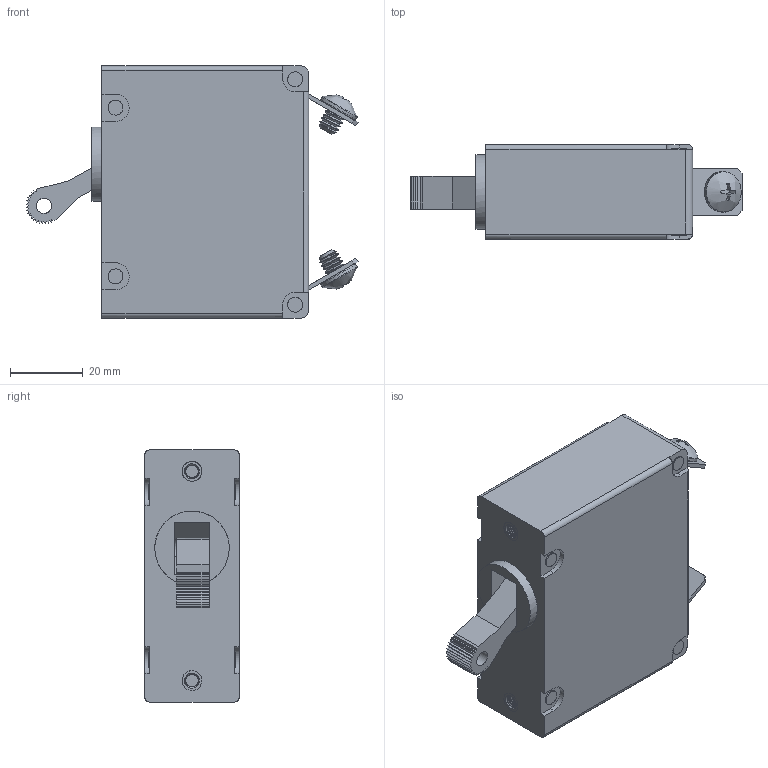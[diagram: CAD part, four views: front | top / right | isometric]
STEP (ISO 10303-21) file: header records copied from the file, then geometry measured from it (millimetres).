
FILE_DESCRIPTION(('FreeCAD Model'),'2;1');
FILE_NAME('Open CASCADE Shape Model','2025-05-03T05:01:06',('FreeCAD'),( 'FreeCAD'),'Open CASCADE STEP processor 7.6','FreeCAD','Unknown');
FILE_SCHEMA(('AUTOMOTIVE_DESIGN { 1 0 10303 214 1 1 1 1 }'));
Length unit declared in the file: millimetre
Products named in the file (1): Open CASCADE STEP translator 7.6 1
Bounding box: 91.1 x 25.94 x 69.16 mm (x, y, z)
Volume: 103675.2 mm3; surface area: 18459.9 mm2
Topology: 8 solids, 8 shells, 286 faces, 742 edges, 488 vertices
Faces by surface type: bspline 286
Entity records: 14179 total; most frequent: CARTESIAN_POINT 9815, ORIENTED_EDGE 1484, EDGE_CURVE 742, B_SPLINE_CURVE_WITH_KNOTS 552, VERTEX_POINT 488, FACE_BOUND 314, EDGE_LOOP 314, ADVANCED_FACE 286
